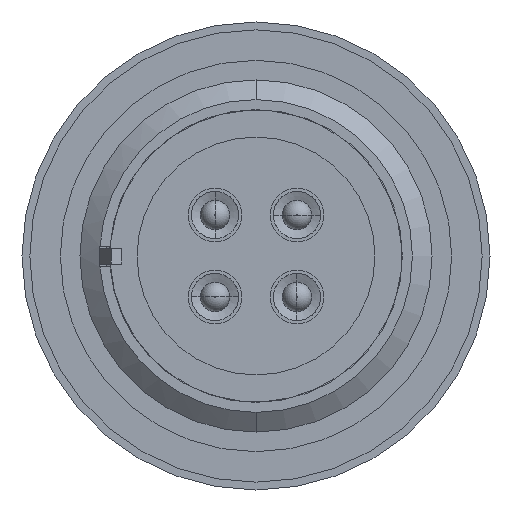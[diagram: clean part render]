
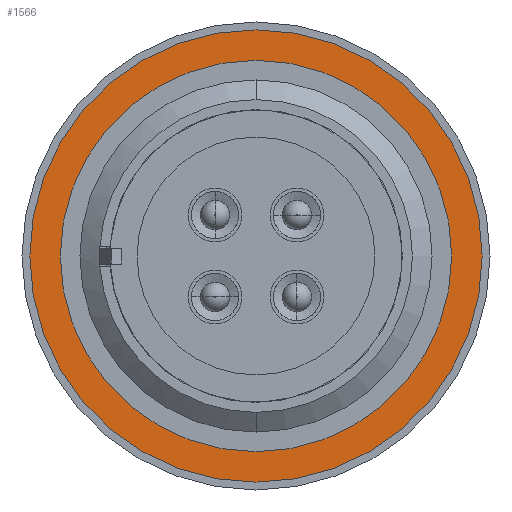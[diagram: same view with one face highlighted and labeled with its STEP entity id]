
A CAD part, left-side view. The second image highlights one B-rep face of the part: STEP entity #1566.
In plain terms, the highlighted planar face has unit normal (-1, 0, 0).
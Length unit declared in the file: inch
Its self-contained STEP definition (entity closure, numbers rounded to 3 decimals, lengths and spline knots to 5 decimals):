
#360 = EDGE_CURVE ( 'NONE', #3639, #7930, #4928, .T. ) ;
#863 = VERTEX_POINT ( 'NONE', #2743 ) ;
#930 = CARTESIAN_POINT ( 'NONE',  ( 0.025, 0., 0. ) ) ;
#1068 = EDGE_LOOP ( 'NONE', ( #3170, #5147 ) ) ;
#1566 = ADVANCED_FACE ( 'NONE', ( #8994, #2148 ), #1693, .F. ) ;
#1606 = DIRECTION ( 'NONE',  ( 0., 0., 1. ) ) ;
#1630 = DIRECTION ( 'NONE',  ( 1., 0., 0. ) ) ;
#1662 = DIRECTION ( 'NONE',  ( 0., 0., -1. ) ) ;
#1693 = PLANE ( 'NONE',  #3537 ) ;
#2148 = FACE_OUTER_BOUND ( 'NONE', #2716, .T. ) ;
#2247 = DIRECTION ( 'NONE',  ( -1., 0., 0. ) ) ;
#2716 = EDGE_LOOP ( 'NONE', ( #5373, #7060 ) ) ;
#2743 = CARTESIAN_POINT ( 'NONE',  ( 0.025, 0., -0.7225 ) ) ;
#2769 = AXIS2_PLACEMENT_3D ( 'NONE', #3996, #8908, #8839 ) ;
#3049 = VERTEX_POINT ( 'NONE', #5788 ) ;
#3101 = CARTESIAN_POINT ( 'NONE',  ( 0.025, 0.6225, 0. ) ) ;
#3170 = ORIENTED_EDGE ( 'NONE', *, *, #3691, .F. ) ;
#3522 = AXIS2_PLACEMENT_3D ( 'NONE', #7346, #5093, #4407 ) ;
#3537 = AXIS2_PLACEMENT_3D ( 'NONE', #3101, #1630, #1662 ) ;
#3639 = VERTEX_POINT ( 'NONE', #6566 ) ;
#3691 = EDGE_CURVE ( 'NONE', #7930, #3639, #4777, .T. ) ;
#3996 = CARTESIAN_POINT ( 'NONE',  ( 0.025, 0., 0. ) ) ;
#4122 = CIRCLE ( 'NONE', #2769, 0.7225 ) ;
#4407 = DIRECTION ( 'NONE',  ( 0., 0., 1. ) ) ;
#4777 = CIRCLE ( 'NONE', #8104, 0.6225 ) ;
#4928 = CIRCLE ( 'NONE', #3522, 0.6225 ) ;
#5093 = DIRECTION ( 'NONE',  ( -1., 0., 0. ) ) ;
#5147 = ORIENTED_EDGE ( 'NONE', *, *, #360, .F. ) ;
#5185 = CARTESIAN_POINT ( 'NONE',  ( 0.025, 0., 0. ) ) ;
#5373 = ORIENTED_EDGE ( 'NONE', *, *, #7538, .T. ) ;
#5788 = CARTESIAN_POINT ( 'NONE',  ( 0.025, 0., 0.7225 ) ) ;
#5802 = EDGE_CURVE ( 'NONE', #863, #3049, #8806, .T. ) ;
#5839 = CARTESIAN_POINT ( 'NONE',  ( 0.025, 0., 0.6225 ) ) ;
#5925 = DIRECTION ( 'NONE',  ( -1., 0., 0. ) ) ;
#5995 = AXIS2_PLACEMENT_3D ( 'NONE', #930, #2247, #8589 ) ;
#6566 = CARTESIAN_POINT ( 'NONE',  ( 0.025, 0., -0.6225 ) ) ;
#7060 = ORIENTED_EDGE ( 'NONE', *, *, #5802, .T. ) ;
#7346 = CARTESIAN_POINT ( 'NONE',  ( 0.025, 0., 0. ) ) ;
#7538 = EDGE_CURVE ( 'NONE', #3049, #863, #4122, .T. ) ;
#7930 = VERTEX_POINT ( 'NONE', #5839 ) ;
#8104 = AXIS2_PLACEMENT_3D ( 'NONE', #5185, #5925, #1606 ) ;
#8589 = DIRECTION ( 'NONE',  ( 0., 0., 1. ) ) ;
#8806 = CIRCLE ( 'NONE', #5995, 0.7225 ) ;
#8839 = DIRECTION ( 'NONE',  ( 0., 0., 1. ) ) ;
#8908 = DIRECTION ( 'NONE',  ( -1., 0., 0. ) ) ;
#8994 = FACE_BOUND ( 'NONE', #1068, .T. ) ;
